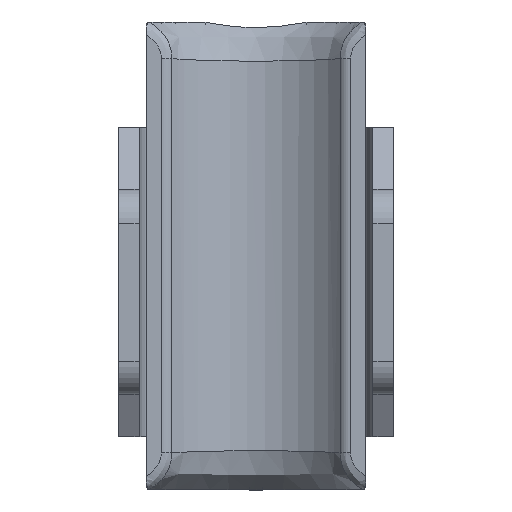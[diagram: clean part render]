
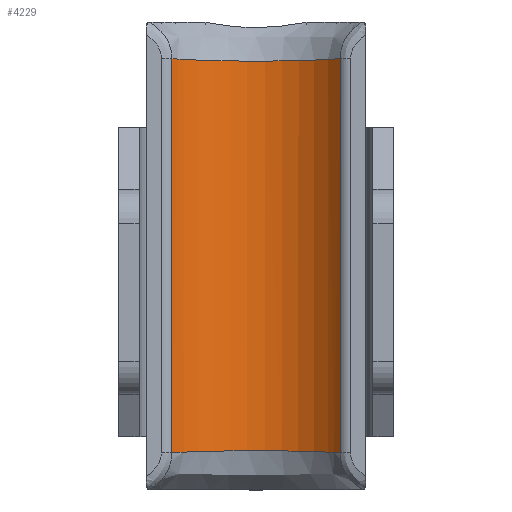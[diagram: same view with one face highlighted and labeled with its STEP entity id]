
A CAD part, front view. The second image highlights one B-rep face of the part: STEP entity #4229.
In plain terms, the highlighted cylindrical face has radius 8 mm (diameter 16 mm), a partial arc.
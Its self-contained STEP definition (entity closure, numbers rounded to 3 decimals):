
#26 = CARTESIAN_POINT ( 'NONE',  ( -3.384, -0.734, -14.209 ) ) ;
#336 = CARTESIAN_POINT ( 'NONE',  ( 3.894, -1.005, -14.224 ) ) ;
#338 = LINE ( 'NONE', #3832, #5051 ) ;
#664 = CARTESIAN_POINT ( 'NONE',  ( -5.325, -2.002, 14.282 ) ) ;
#790 = VECTOR ( 'NONE', #3509, 1000. ) ;
#796 = CARTESIAN_POINT ( 'NONE',  ( -6.117, -2.844, -14.338 ) ) ;
#901 = CARTESIAN_POINT ( 'NONE',  ( 0.585, 0., -14.172 ) ) ;
#967 = VERTEX_POINT ( 'NONE', #6767 ) ;
#979 = CARTESIAN_POINT ( 'NONE',  ( 6.117, -2.844, -14.338 ) ) ;
#1013 = EDGE_LOOP ( 'NONE', ( #4035, #3857, #3802, #6931 ) ) ;
#1041 = CARTESIAN_POINT ( 'NONE',  ( -3.384, -0.734, 14.209 ) ) ;
#1052 = VERTEX_POINT ( 'NONE', #4396 ) ;
#1571 = CARTESIAN_POINT ( 'NONE',  ( 1.162, -0.064, 14.175 ) ) ;
#1603 = CARTESIAN_POINT ( 'NONE',  ( -2.298, -0.332, 14.188 ) ) ;
#1790 = CARTESIAN_POINT ( 'NONE',  ( -4.633, -1.471, -14.25 ) ) ;
#1817 = B_SPLINE_CURVE_WITH_KNOTS ( 'NONE', 3,
 ( #796, #3616, #3045, #1790, #4145, #5253, #26, #2344, #2608, #3190, #7358, #3830, #901, #6672, #3226, #5591, #6133, #5513, #336, #6173, #3791, #2048, #4372, #6104 ),
 .UNSPECIFIED., .F., .F.,
 ( 4, 2, 2, 1, 2, 2, 2, 2, 2, 1, 2, 2, 4 ),
 ( 0., 0.002, 0.003, 0.004, 0.005, 0.006, 0.007, 0.009, 0.01, 0.011, 0.012, 0.013, 0.014 ),
 .UNSPECIFIED. ) ;
#2048 = CARTESIAN_POINT ( 'NONE',  ( 5.325, -2.002, -14.282 ) ) ;
#2144 = CARTESIAN_POINT ( 'NONE',  ( 0.585, 0., 14.172 ) ) ;
#2168 = VERTEX_POINT ( 'NONE', #979 ) ;
#2179 = CARTESIAN_POINT ( 'NONE',  ( -1.162, -0.064, 14.175 ) ) ;
#2293 = CARTESIAN_POINT ( 'NONE',  ( 6.117, -2.844, 14.338 ) ) ;
#2344 = CARTESIAN_POINT ( 'NONE',  ( -2.848, -0.518, -14.198 ) ) ;
#2608 = CARTESIAN_POINT ( 'NONE',  ( -2.298, -0.332, -14.188 ) ) ;
#2785 = CARTESIAN_POINT ( 'NONE',  ( 2.847, -0.518, 14.198 ) ) ;
#2953 = CARTESIAN_POINT ( 'NONE',  ( -6.117, -2.844, 14.338 ) ) ;
#3045 = CARTESIAN_POINT ( 'NONE',  ( -5.325, -2.002, -14.282 ) ) ;
#3081 = DIRECTION ( 'NONE',  ( 0., 0., 1. ) ) ;
#3190 = CARTESIAN_POINT ( 'NONE',  ( -2.015, -0.252, -14.184 ) ) ;
#3226 = CARTESIAN_POINT ( 'NONE',  ( 2.014, -0.252, -14.184 ) ) ;
#3249 = EDGE_CURVE ( 'NONE', #2168, #1052, #338, .T. ) ;
#3416 = CARTESIAN_POINT ( 'NONE',  ( 0., -8., 17. ) ) ;
#3509 = DIRECTION ( 'NONE',  ( 0., 0., -1. ) ) ;
#3518 = CARTESIAN_POINT ( 'NONE',  ( -4.633, -1.471, 14.25 ) ) ;
#3616 = CARTESIAN_POINT ( 'NONE',  ( -5.743, -2.401, -14.308 ) ) ;
#3631 = EDGE_CURVE ( 'NONE', #1052, #4198, #5361, .T. ) ;
#3791 = CARTESIAN_POINT ( 'NONE',  ( 4.632, -1.471, -14.25 ) ) ;
#3802 = ORIENTED_EDGE ( 'NONE', *, *, #3631, .T. ) ;
#3830 = CARTESIAN_POINT ( 'NONE',  ( -0.586, 0., -14.172 ) ) ;
#3832 = CARTESIAN_POINT ( 'NONE',  ( 6.117, -2.844, 17. ) ) ;
#3857 = ORIENTED_EDGE ( 'NONE', *, *, #3249, .T. ) ;
#3892 = CARTESIAN_POINT ( 'NONE',  ( 5.743, -2.401, 14.308 ) ) ;
#4035 = ORIENTED_EDGE ( 'NONE', *, *, #6985, .T. ) ;
#4042 = CARTESIAN_POINT ( 'NONE',  ( 3.894, -1.005, 14.224 ) ) ;
#4145 = CARTESIAN_POINT ( 'NONE',  ( -4.39, -1.306, -14.241 ) ) ;
#4198 = VERTEX_POINT ( 'NONE', #2953 ) ;
#4229 = ADVANCED_FACE ( 'NONE', ( #5283 ), #4604, .F. ) ;
#4372 = CARTESIAN_POINT ( 'NONE',  ( 5.743, -2.401, -14.308 ) ) ;
#4396 = CARTESIAN_POINT ( 'NONE',  ( 6.117, -2.844, 14.338 ) ) ;
#4604 = CYLINDRICAL_SURFACE ( 'NONE', #4826, 8. ) ;
#4620 = CARTESIAN_POINT ( 'NONE',  ( 5.325, -2.002, 14.282 ) ) ;
#4826 = AXIS2_PLACEMENT_3D ( 'NONE', #3416, #6407, #6485 ) ;
#5051 = VECTOR ( 'NONE', #3081, 1000. ) ;
#5084 = CARTESIAN_POINT ( 'NONE',  ( 2.014, -0.252, 14.184 ) ) ;
#5118 = CARTESIAN_POINT ( 'NONE',  ( -4.39, -1.306, 14.241 ) ) ;
#5253 = CARTESIAN_POINT ( 'NONE',  ( -3.894, -1.006, -14.224 ) ) ;
#5283 = FACE_OUTER_BOUND ( 'NONE', #1013, .T. ) ;
#5361 = B_SPLINE_CURVE_WITH_KNOTS ( 'NONE', 3,
 ( #2293, #3892, #4620, #6312, #6964, #4042, #6386, #2785, #5611, #5084, #1571, #2144, #7433, #2179, #6841, #1603, #6264, #1041, #5700, #5118, #3518, #664, #7048, #5855 ),
 .UNSPECIFIED., .F., .F.,
 ( 4, 2, 2, 1, 2, 2, 2, 2, 2, 1, 2, 2, 4 ),
 ( 0., 0.002, 0.003, 0.004, 0.005, 0.006, 0.007, 0.009, 0.01, 0.011, 0.012, 0.013, 0.014 ),
 .UNSPECIFIED. ) ;
#5513 = CARTESIAN_POINT ( 'NONE',  ( 3.384, -0.734, -14.209 ) ) ;
#5591 = CARTESIAN_POINT ( 'NONE',  ( 2.297, -0.331, -14.188 ) ) ;
#5611 = CARTESIAN_POINT ( 'NONE',  ( 2.297, -0.331, 14.188 ) ) ;
#5700 = CARTESIAN_POINT ( 'NONE',  ( -3.894, -1.006, 14.224 ) ) ;
#5855 = CARTESIAN_POINT ( 'NONE',  ( -6.117, -2.844, 14.338 ) ) ;
#6104 = CARTESIAN_POINT ( 'NONE',  ( 6.117, -2.844, -14.338 ) ) ;
#6133 = CARTESIAN_POINT ( 'NONE',  ( 2.847, -0.518, -14.198 ) ) ;
#6173 = CARTESIAN_POINT ( 'NONE',  ( 4.39, -1.306, -14.241 ) ) ;
#6264 = CARTESIAN_POINT ( 'NONE',  ( -2.848, -0.518, 14.198 ) ) ;
#6312 = CARTESIAN_POINT ( 'NONE',  ( 4.632, -1.471, 14.25 ) ) ;
#6386 = CARTESIAN_POINT ( 'NONE',  ( 3.384, -0.734, 14.209 ) ) ;
#6407 = DIRECTION ( 'NONE',  ( 0., 0., -1. ) ) ;
#6485 = DIRECTION ( 'NONE',  ( -1., 0., 0. ) ) ;
#6493 = CARTESIAN_POINT ( 'NONE',  ( -6.117, -2.844, 17. ) ) ;
#6672 = CARTESIAN_POINT ( 'NONE',  ( 1.162, -0.064, -14.175 ) ) ;
#6767 = CARTESIAN_POINT ( 'NONE',  ( -6.117, -2.844, -14.338 ) ) ;
#6841 = CARTESIAN_POINT ( 'NONE',  ( -2.015, -0.252, 14.184 ) ) ;
#6931 = ORIENTED_EDGE ( 'NONE', *, *, #7296, .T. ) ;
#6964 = CARTESIAN_POINT ( 'NONE',  ( 4.39, -1.306, 14.241 ) ) ;
#6985 = EDGE_CURVE ( 'NONE', #967, #2168, #1817, .T. ) ;
#7035 = LINE ( 'NONE', #6493, #790 ) ;
#7048 = CARTESIAN_POINT ( 'NONE',  ( -5.743, -2.401, 14.308 ) ) ;
#7296 = EDGE_CURVE ( 'NONE', #4198, #967, #7035, .T. ) ;
#7358 = CARTESIAN_POINT ( 'NONE',  ( -1.162, -0.064, -14.175 ) ) ;
#7433 = CARTESIAN_POINT ( 'NONE',  ( -0.586, 0., 14.172 ) ) ;
